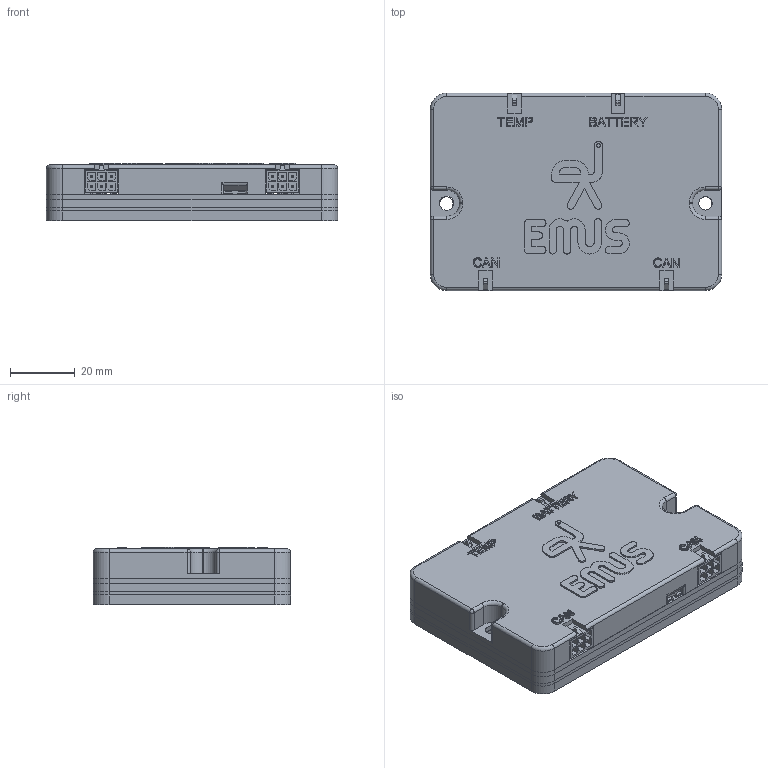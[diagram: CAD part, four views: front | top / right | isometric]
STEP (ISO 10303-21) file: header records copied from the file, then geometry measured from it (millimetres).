
FILE_DESCRIPTION(/* description */ (''),/* implementation_level */ '2;1');
FILE_NAME(/* name */ 'CCGM023A_for_Clients.step',/* time_stamp */ '2022-05-24T12:01:36+03:00',/* author */ (''),/* organization */ (''),/* preprocessor_version */ 'ST-DEVELOPER v18.1',/* originating_system */ 'Autodesk Translation Framework v10.10.0.1391',/* authorisation */ '');
FILE_SCHEMA (('AUTOMOTIVE_DESIGN { 1 0 10303 214 3 1 1 }'));
Products named in the file (23): CCGM023A; Board; P1; P2; 430450600; Open CASCADE STEP translator 6.8 1.7.1.1; Open CASCADE STEP translator 6.8 1.7.1.2; D36; 996226448; Extruded (14); D29; 996226192; Extruded (13); 996226576; Extruded (15); J1; 430451800; Open CASCADE STEP translator 6.8 1.226.1.1; Open CASCADE STEP translator 6.8 1.226.1.2; J2; 430451000; Open CASCADE STEP translator 6.8 1.227.1.1; Open CASCADE STEP translator 6.8 1.227.1.2
Assembly tree (24 placements, depth 4):
  CCGM023A
    Board
    P1
      430450600
        Open CASCADE STEP translator 6.8 1.7.1.1
        Open CASCADE STEP translator 6.8 1.7.1.2
    P2
      430450600
        Open CASCADE STEP translator 6.8 1.7.1.1
        Open CASCADE STEP translator 6.8 1.7.1.2
    D36
      996226192
        Extruded (13)
      996226448
        Extruded (14)
    D29
      996226192
        Extruded (13)
      996226576
        Extruded (15)
    J1
      430451800
        Open CASCADE STEP translator 6.8 1.226.1.1
        Open CASCADE STEP translator 6.8 1.226.1.2
    J2
      430451000
        Open CASCADE STEP translator 6.8 1.227.1.1
        Open CASCADE STEP translator 6.8 1.227.1.2
Bounding box: 90 x 61.07 x 17.73 mm (x, y, z)
Volume: 53894.9 mm3; surface area: 66239.6 mm2
Topology: 15 solids, 15 shells, 3167 faces, 8322 edges, 5317 vertices
Faces by surface type: plane 2592, cylinder 327, bspline 206, torus 20, cone 14, sphere 8
Full cylindrical faces by diameter (mm): 0.6 x4, 1 x12, 1.02 x28, 2 x6, 2.2 x68, 3 x12, 3.015 x4, 3.02 x4, 4.2 x17, 4.417 x5, 6 x2
Entity records: 88042 total; most frequent: CARTESIAN_POINT 18160, ORIENTED_EDGE 14814, DIRECTION 13154, EDGE_CURVE 7407, LINE 6258, VECTOR 6258, VERTEX_POINT 4742, AXIS2_PLACEMENT_3D 3448
